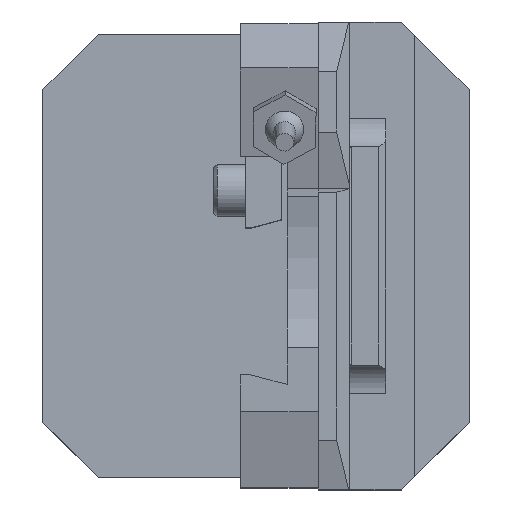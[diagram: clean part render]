
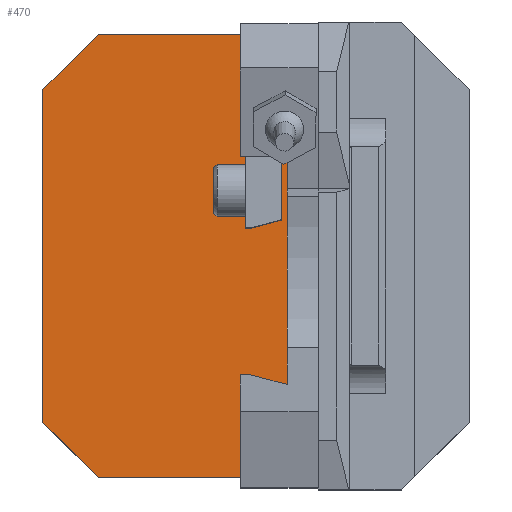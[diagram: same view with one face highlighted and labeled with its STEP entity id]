
A CAD part, top view. The second image highlights one B-rep face of the part: STEP entity #470.
In plain terms, the highlighted planar face has unit normal (0, 0, 1).
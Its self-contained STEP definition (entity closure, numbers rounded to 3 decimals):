
#58=FACE_BOUND('',#692,.T.);
#59=FACE_BOUND('',#693,.T.);
#102=LINE('',#2089,#277);
#110=LINE('',#2116,#285);
#123=LINE('',#2145,#298);
#132=LINE('',#2163,#307);
#168=LINE('',#2282,#343);
#172=LINE('',#2289,#347);
#175=LINE('',#2294,#350);
#188=LINE('',#2317,#363);
#189=LINE('',#2319,#364);
#190=LINE('',#2321,#365);
#191=LINE('',#2323,#366);
#192=LINE('',#2325,#367);
#193=LINE('',#2327,#368);
#194=LINE('',#2329,#369);
#195=LINE('',#2331,#370);
#196=LINE('',#2333,#371);
#197=LINE('',#2335,#372);
#277=VECTOR('',#1680,1.);
#285=VECTOR('',#1702,1.);
#298=VECTOR('',#1721,1.);
#307=VECTOR('',#1732,1.);
#343=VECTOR('',#1804,1.);
#347=VECTOR('',#1810,1.);
#350=VECTOR('',#1815,1.);
#363=VECTOR('',#1840,1.);
#364=VECTOR('',#1843,1.);
#365=VECTOR('',#1846,1.);
#366=VECTOR('',#1847,1.);
#367=VECTOR('',#1848,1.);
#368=VECTOR('',#1849,1.);
#369=VECTOR('',#1850,1.);
#370=VECTOR('',#1851,1.);
#371=VECTOR('',#1852,1.);
#372=VECTOR('',#1853,1.);
#470=ADVANCED_FACE('',(#58,#59),#551,.F.);
#551=PLANE('',#1588);
#692=EDGE_LOOP('',(#936,#937,#938,#939,#940,#941,#942,#943,#944,#945));
#693=EDGE_LOOP('',(#946,#947,#948,#949,#950,#951,#952,#953,#954));
#936=ORIENTED_EDGE('',*,*,#1354,.T.);
#937=ORIENTED_EDGE('',*,*,#1332,.T.);
#938=ORIENTED_EDGE('',*,*,#1340,.F.);
#939=ORIENTED_EDGE('',*,*,#1338,.T.);
#940=ORIENTED_EDGE('',*,*,#1363,.T.);
#941=ORIENTED_EDGE('',*,*,#1411,.F.);
#942=ORIENTED_EDGE('',*,*,#1427,.F.);
#943=ORIENTED_EDGE('',*,*,#1414,.F.);
#944=ORIENTED_EDGE('',*,*,#1428,.F.);
#945=ORIENTED_EDGE('',*,*,#1407,.F.);
#946=ORIENTED_EDGE('',*,*,#1429,.T.);
#947=ORIENTED_EDGE('',*,*,#1430,.F.);
#948=ORIENTED_EDGE('',*,*,#1431,.T.);
#949=ORIENTED_EDGE('',*,*,#1432,.T.);
#950=ORIENTED_EDGE('',*,*,#1433,.T.);
#951=ORIENTED_EDGE('',*,*,#1434,.F.);
#952=ORIENTED_EDGE('',*,*,#1435,.T.);
#953=ORIENTED_EDGE('',*,*,#1436,.T.);
#954=ORIENTED_EDGE('',*,*,#1327,.T.);
#1186=VERTEX_POINT('',#2088);
#1187=VERTEX_POINT('',#2090);
#1191=VERTEX_POINT('',#2100);
#1192=VERTEX_POINT('',#2101);
#1197=VERTEX_POINT('',#2111);
#1198=VERTEX_POINT('',#2113);
#1212=VERTEX_POINT('',#2146);
#1219=VERTEX_POINT('',#2162);
#1253=VERTEX_POINT('',#2283);
#1254=VERTEX_POINT('',#2288);
#1255=VERTEX_POINT('',#2293);
#1256=VERTEX_POINT('',#2295);
#1260=VERTEX_POINT('',#2322);
#1261=VERTEX_POINT('',#2324);
#1262=VERTEX_POINT('',#2326);
#1263=VERTEX_POINT('',#2328);
#1264=VERTEX_POINT('',#2330);
#1265=VERTEX_POINT('',#2332);
#1266=VERTEX_POINT('',#2334);
#1327=EDGE_CURVE('',#1187,#1186,#102,.T.);
#1332=EDGE_CURVE('',#1191,#1192,#1521,.T.);
#1338=EDGE_CURVE('',#1198,#1197,#1523,.T.);
#1340=EDGE_CURVE('',#1198,#1192,#110,.T.);
#1354=EDGE_CURVE('',#1212,#1191,#123,.T.);
#1363=EDGE_CURVE('',#1197,#1219,#132,.T.);
#1407=EDGE_CURVE('',#1212,#1253,#168,.T.);
#1411=EDGE_CURVE('',#1254,#1219,#172,.T.);
#1414=EDGE_CURVE('',#1255,#1256,#175,.T.);
#1427=EDGE_CURVE('',#1256,#1254,#188,.T.);
#1428=EDGE_CURVE('',#1253,#1255,#189,.T.);
#1429=EDGE_CURVE('',#1186,#1260,#190,.T.);
#1430=EDGE_CURVE('',#1261,#1260,#191,.T.);
#1431=EDGE_CURVE('',#1261,#1262,#192,.T.);
#1432=EDGE_CURVE('',#1262,#1263,#193,.T.);
#1433=EDGE_CURVE('',#1263,#1264,#194,.T.);
#1434=EDGE_CURVE('',#1265,#1264,#195,.T.);
#1435=EDGE_CURVE('',#1265,#1266,#196,.T.);
#1436=EDGE_CURVE('',#1266,#1187,#197,.T.);
#1521=CIRCLE('',#1551,17.5);
#1523=CIRCLE('',#1553,17.5);
#1551=AXIS2_PLACEMENT_3D('',#2099,#1688,#1689);
#1553=AXIS2_PLACEMENT_3D('',#2112,#1696,#1697);
#1588=AXIS2_PLACEMENT_3D('',#2336,#1854,#1855);
#1680=DIRECTION('',(0.,1.,0.));
#1688=DIRECTION('',(0.,0.,1.));
#1689=DIRECTION('',(-1.,0.,0.));
#1696=DIRECTION('',(0.,0.,1.));
#1697=DIRECTION('',(-1.,0.,0.));
#1702=DIRECTION('',(0.178,-0.984,0.));
#1721=DIRECTION('',(0.,1.,0.));
#1732=DIRECTION('',(0.,1.,0.));
#1804=DIRECTION('',(-1.,0.,0.));
#1810=DIRECTION('',(1.,0.,0.));
#1815=DIRECTION('',(0.,1.,0.));
#1840=DIRECTION('',(0.707,0.707,0.));
#1843=DIRECTION('',(-0.707,0.707,0.));
#1846=DIRECTION('',(-1.,0.,0.));
#1847=DIRECTION('',(0.,-1.,0.));
#1848=DIRECTION('',(1.,0.,0.));
#1849=DIRECTION('',(0.,-1.,0.));
#1850=DIRECTION('',(-1.,0.,0.));
#1851=DIRECTION('',(0.,-1.,0.));
#1852=DIRECTION('',(1.,0.,0.));
#1853=DIRECTION('',(0.966,-0.259,0.));
#1854=DIRECTION('',(0.,0.,-1.));
#1855=DIRECTION('',(0.,-1.,0.));
#2088=CARTESIAN_POINT('',(6.,19.1,18.));
#2089=CARTESIAN_POINT('',(6.,-24.78,18.));
#2090=CARTESIAN_POINT('',(6.,-24.78,18.));
#2099=CARTESIAN_POINT('',(0.,0.,18.));
#2100=CARTESIAN_POINT('',(12.,-12.738,18.));
#2101=CARTESIAN_POINT('',(16.369,-6.188,18.));
#2111=CARTESIAN_POINT('',(12.,12.738,18.));
#2112=CARTESIAN_POINT('',(0.,0.,18.));
#2113=CARTESIAN_POINT('',(13.171,11.523,18.));
#2116=CARTESIAN_POINT('',(14.766,2.692,18.));
#2145=CARTESIAN_POINT('',(12.,55.,18.));
#2146=CARTESIAN_POINT('',(12.,-42.649,18.));
#2162=CARTESIAN_POINT('',(12.,42.649,18.));
#2163=CARTESIAN_POINT('',(12.,55.,18.));
#2282=CARTESIAN_POINT('',(41.,-42.649,18.));
#2283=CARTESIAN_POINT('',(-30.351,-42.649,18.));
#2288=CARTESIAN_POINT('',(-30.351,42.649,18.));
#2289=CARTESIAN_POINT('',(41.,42.649,18.));
#2293=CARTESIAN_POINT('',(-41.,-32.,18.));
#2294=CARTESIAN_POINT('',(-41.,45.,18.));
#2295=CARTESIAN_POINT('',(-41.,32.,18.));
#2317=CARTESIAN_POINT('',(-41.,32.,18.));
#2319=CARTESIAN_POINT('',(-41.,-32.,18.));
#2321=CARTESIAN_POINT('',(6.,19.1,18.));
#2322=CARTESIAN_POINT('',(-3.,19.1,18.));
#2323=CARTESIAN_POINT('',(-3.,0.,18.));
#2324=CARTESIAN_POINT('',(-3.,42.401,18.));
#2325=CARTESIAN_POINT('',(4.5,42.401,18.));
#2326=CARTESIAN_POINT('',(11.,42.401,18.));
#2327=CARTESIAN_POINT('',(11.,0.,18.));
#2328=CARTESIAN_POINT('',(11.,-42.401,18.));
#2329=CARTESIAN_POINT('',(4.5,-42.401,18.));
#2330=CARTESIAN_POINT('',(-3.,-42.401,18.));
#2331=CARTESIAN_POINT('',(-3.,0.,18.));
#2332=CARTESIAN_POINT('',(-3.,-22.9,18.));
#2333=CARTESIAN_POINT('',(-5.,-22.9,18.));
#2334=CARTESIAN_POINT('',(-1.016,-22.9,18.));
#2335=CARTESIAN_POINT('',(-1.016,-22.9,18.));
#2336=CARTESIAN_POINT('',(-58.,-45.,18.));
